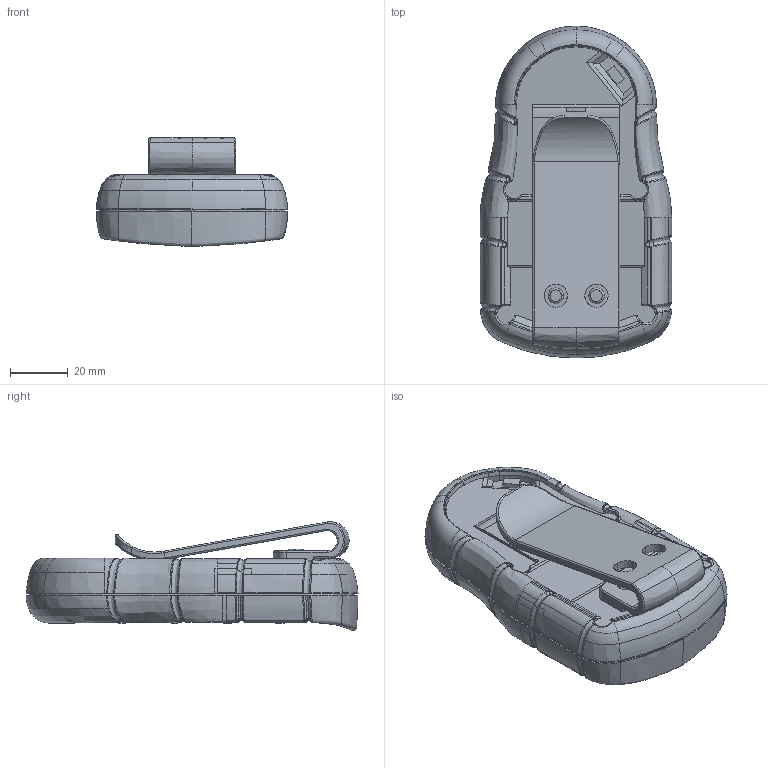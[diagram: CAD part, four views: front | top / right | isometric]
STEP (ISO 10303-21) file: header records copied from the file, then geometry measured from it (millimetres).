
FILE_DESCRIPTION((''),'2;1');
FILE_NAME('EXIGS','2019-08-28T',('Polynotes'),(''),'CREO PARAMETRIC BY PTC INC, 2018220','CREO PARAMETRIC BY PTC INC, 2018220','');
FILE_SCHEMA(('CONFIG_CONTROL_DESIGN'));
Length unit declared in the file: millimetre
Products named in the file (1): EXIGS
Bounding box: 66.03 x 114.51 x 37.46 mm (x, y, z)
Volume: 134316.9 mm3; surface area: 26707.4 mm2
Topology: 1 solids, 1 shells, 762 faces, 3289 edges, 2538 vertices
Faces by surface type: bspline 415, cylinder 150, plane 81, extrusion 48, torus 35, sphere 15, cone 9, revolution 9
Entity records: 72368 total; most frequent: CARTESIAN_POINT 50882, ORIENTED_EDGE 6542, EDGE_CURVE 3271, B_SPLINE_CURVE_WITH_KNOTS 2599, VERTEX_POINT 2538, DIRECTION 1729, EDGE_LOOP 795, FACE_OUTER_BOUND 762
